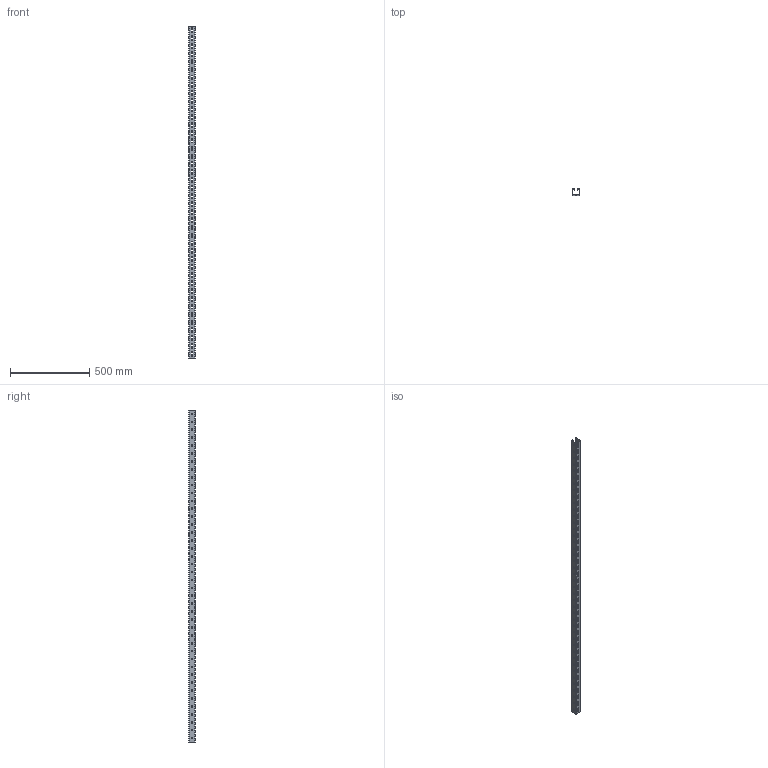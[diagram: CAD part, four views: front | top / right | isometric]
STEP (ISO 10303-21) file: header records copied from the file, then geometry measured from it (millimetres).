
FILE_DESCRIPTION (( 'STEP AP203' ), '1' );
FILE_NAME ('STRUT-镳铘桦黖h41-2100.step', '2022-01-24T11:59:40', ( '' ), ( '' ), 'SwSTEP 2.0', 'SolidWorks 2017', '' );
FILE_SCHEMA (( 'CONFIG_CONTROL_DESIGN' ));
Products named in the file (1): STRUT-镳铘桦黖h41-2100
Bounding box: 41 x 41 x 2100 mm (x, y, z)
Volume: 414271.7 mm3; surface area: 574620.4 mm2
Topology: 1 solids, 1 shells, 2152 faces, 6426 edges, 4276 vertices
Faces by surface type: plane 1894, cylinder 258
Entity records: 71855 total; most frequent: CARTESIAN_POINT 12855, ORIENTED_EDGE 12852, DIRECTION 11248, EDGE_CURVE 6426, LINE 5910, VECTOR 5910, VERTEX_POINT 4276, AXIS2_PLACEMENT_3D 2669
